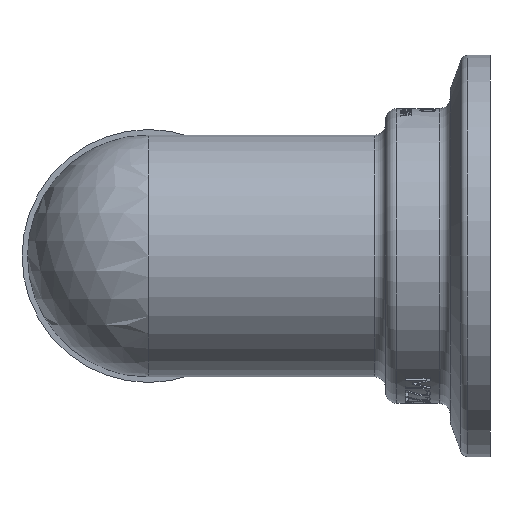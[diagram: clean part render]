
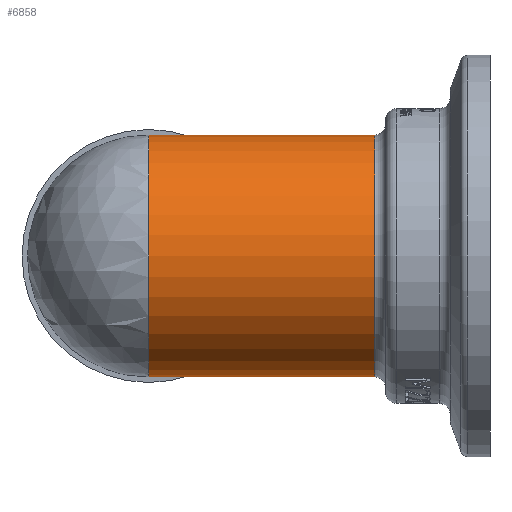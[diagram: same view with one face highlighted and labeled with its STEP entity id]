
A CAD part, left-side view. The second image highlights one B-rep face of the part: STEP entity #6858.
In plain terms, the highlighted cylindrical face has radius 25.019 mm (diameter 50.038 mm), a full revolution.
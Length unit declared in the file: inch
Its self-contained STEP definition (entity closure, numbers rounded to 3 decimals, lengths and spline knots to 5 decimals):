
#1315=CYLINDRICAL_SURFACE('',#7284,0.985);
#1363=ELLIPSE('',#7283,1.43605,0.985);
#1734=FACE_BOUND('',#2216,.T.);
#1799=FACE_OUTER_BOUND('',#2215,.T.);
#2215=EDGE_LOOP('',(#4718));
#2216=EDGE_LOOP('',(#4719,#4720));
#2689=CIRCLE('',#7285,0.985);
#2690=CIRCLE('',#7286,0.985);
#2925=VERTEX_POINT('',#9201);
#2926=VERTEX_POINT('',#9202);
#2927=VERTEX_POINT('',#9206);
#3646=EDGE_CURVE('',#2926,#2925,#1363,.T.);
#3647=EDGE_CURVE('',#2927,#2927,#2689,.T.);
#3648=EDGE_CURVE('',#2925,#2926,#2690,.T.);
#4718=ORIENTED_EDGE('',*,*,#3647,.F.);
#4719=ORIENTED_EDGE('',*,*,#3646,.F.);
#4720=ORIENTED_EDGE('',*,*,#3648,.F.);
#6858=ADVANCED_FACE('',(#1799,#1734),#1315,.T.);
#7283=AXIS2_PLACEMENT_3D('',#9204,#7755,#7756);
#7284=AXIS2_PLACEMENT_3D('',#9205,#7757,#7758);
#7285=AXIS2_PLACEMENT_3D('',#9207,#7759,#7760);
#7286=AXIS2_PLACEMENT_3D('',#9208,#7761,#7762);
#7755=DIRECTION('center_axis',(0.728,0.686,0.));
#7756=DIRECTION('ref_axis',(0.686,-0.728,0.));
#7757=DIRECTION('center_axis',(0.,1.,0.));
#7758=DIRECTION('ref_axis',(-1.,0.,0.));
#7759=DIRECTION('center_axis',(0.,-1.,0.));
#7760=DIRECTION('ref_axis',(1.,0.,0.));
#7761=DIRECTION('center_axis',(0.,1.,0.));
#7762=DIRECTION('ref_axis',(-1.,0.,0.));
#9201=CARTESIAN_POINT('',(0.,0.,-0.985));
#9202=CARTESIAN_POINT('',(0.,0.,0.985));
#9204=CARTESIAN_POINT('Origin',(0.,0.,0.));
#9205=CARTESIAN_POINT('Origin',(0.,-0.965,0.));
#9206=CARTESIAN_POINT('',(-0.985,-1.84,0.));
#9207=CARTESIAN_POINT('Origin',(0.,-1.84,0.));
#9208=CARTESIAN_POINT('Origin',(0.,0.,0.));
